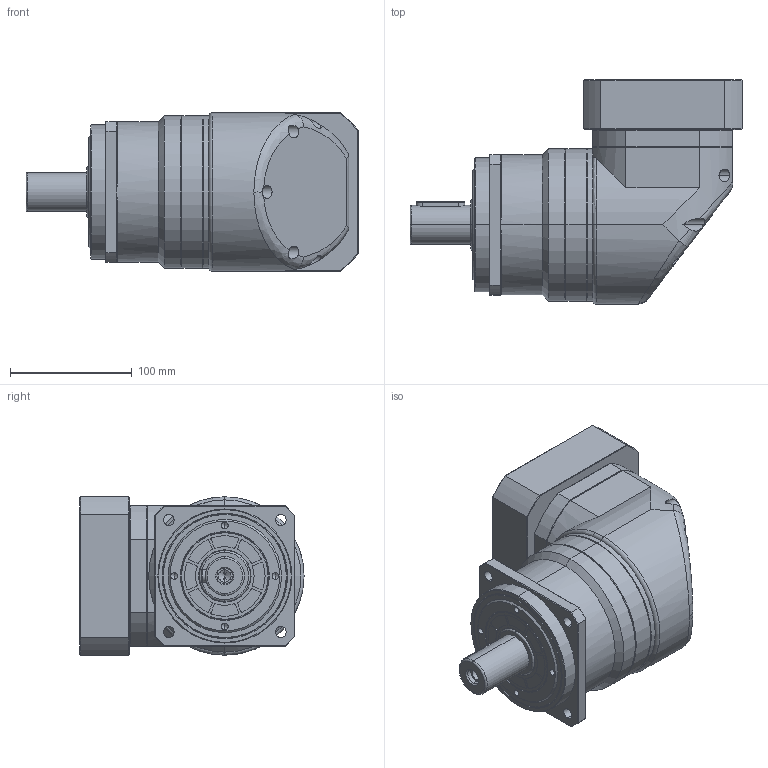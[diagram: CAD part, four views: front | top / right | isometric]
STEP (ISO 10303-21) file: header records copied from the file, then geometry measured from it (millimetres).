
FILE_DESCRIPTION((''),'2;1');
FILE_NAME('TNR115L1-110-228-60001_ASM','2024-06-27T14:48:46',('mayn'),(''),'CREO PARAMETRIC BY PTC INC, 2020053','CREO PARAMETRIC BY PTC INC, 2020053','');
FILE_SCHEMA(('CONFIG_CONTROL_DESIGN'));
Length unit declared in the file: millimetre
Products named in the file (18): HEXAGON_SOCKET_HEAD_CAP_SC-9367; SPRING_LOCK_WASHERS--NORMAL_TYP; HEXAGON_SOCKET_HEAD_CAP_SC-9309; HEXAGON_SOCKET_HEAD_CAP_S-29226; TNR1150004; TNR1150002; HEX_SOCKET_SET_SCREWS_WITH_FLAT; TNR1150001; _5_5__5_5__1000; __20001; _KS115_0001_ASM; HEXAGON_SOCKET_COUNTERSUNK_HEAD; TNR1152280001; TNR1150003; 65X55X700; _TM115_D110-M8-1450001; TNR115L1-110-228-60002_ASM; TNR115L1-110-228-60001_ASM
Assembly tree (52 placements, depth 4):
  TNR115L1-110-228-60001_ASM
    TNR115L1-110-228-60002_ASM
      HEXAGON_SOCKET_HEAD_CAP_SC-9367  x12
      SPRING_LOCK_WASHERS--NORMAL_TYP  x19
      HEXAGON_SOCKET_HEAD_CAP_SC-9309
      HEXAGON_SOCKET_HEAD_CAP_S-29226  x7
      TNR1150004
      TNR1150002
      HEX_SOCKET_SET_SCREWS_WITH_FLAT
      TNR1150001
      _KS115_0001_ASM
        _5_5__5_5__1000
        __20001
      HEXAGON_SOCKET_COUNTERSUNK_HEAD
      TNR1152280001
      TNR1150003
      65X55X700
      _TM115_D110-M8-1450001
Bounding box: 272.5 x 183.9 x 130 mm (x, y, z)
Volume: 2909553.7 mm3; surface area: 351891.4 mm2
Topology: 50 solids, 50 shells, 1386 faces, 3368 edges, 2117 vertices
Faces by surface type: plane 578, cylinder 557, cone 184, torus 63, bspline 4
Entity records: 25515 total; most frequent: CARTESIAN_POINT 5144, DIRECTION 4637, ORIENTED_EDGE 3912, EDGE_CURVE 1956, AXIS2_PLACEMENT_3D 1912, VERTEX_POINT 1268, CIRCLE 1014, EDGE_LOOP 946
